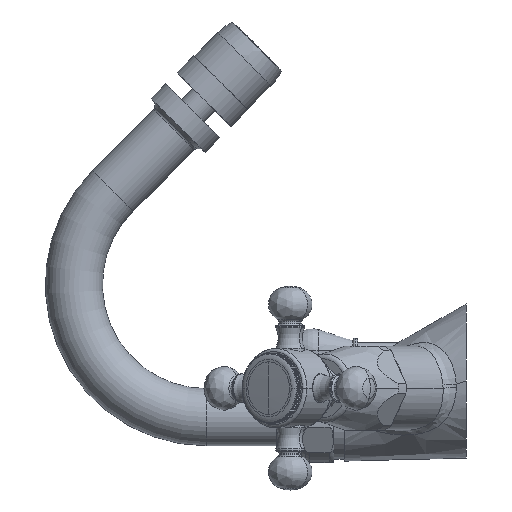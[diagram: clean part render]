
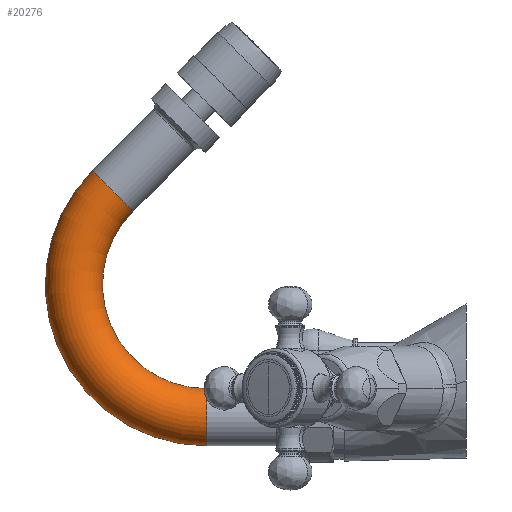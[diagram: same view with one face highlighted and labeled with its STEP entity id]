
A CAD part, left-side view. The second image highlights one B-rep face of the part: STEP entity #20276.
In plain terms, the highlighted toroidal (fillet/blend) face has major radius 41.719 mm and minor radius 9 mm.
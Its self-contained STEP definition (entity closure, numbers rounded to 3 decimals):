
#3505=CARTESIAN_POINT('',(0.,81.781,-11.4));
#3506=DIRECTION('',(0.,-1.,0.));
#3507=DIRECTION('',(0.,0.,1.));
#3508=AXIS2_PLACEMENT_3D('',#3505,#3506,#3507);
#3533=CARTESIAN_POINT('',(0.,81.781,30.319));
#3534=DIRECTION('',(-1.,0.,0.));
#3535=DIRECTION('',(0.,0.707,0.707));
#3536=AXIS2_PLACEMENT_3D('',#3533,#3534,#3535);
#3566=CARTESIAN_POINT('',(0.,111.281,59.819));
#3567=DIRECTION('',(0.,0.707,-0.707));
#3568=DIRECTION('',(0.,-0.707,-0.707));
#3569=AXIS2_PLACEMENT_3D('',#3566,#3567,#3568);
#3571=CARTESIAN_POINT('',(0.,81.781,30.319));
#3572=DIRECTION('',(-1.,0.,0.));
#3573=DIRECTION('',(0.,0.707,0.707));
#3574=AXIS2_PLACEMENT_3D('',#3571,#3572,#3573);
#16684=CARTESIAN_POINT('',(0.,104.917,53.455));
#16685=CARTESIAN_POINT('',(0.,117.645,66.183));
#16686=VERTEX_POINT('',#16684);
#16687=VERTEX_POINT('',#16685);
#16688=CARTESIAN_POINT('',(0.,81.781,-2.4));
#16689=CARTESIAN_POINT('',(0.,81.781,-20.4));
#16690=VERTEX_POINT('',#16688);
#16691=VERTEX_POINT('',#16689);
#20265=CARTESIAN_POINT('',(0.,81.781,30.319));
#20266=DIRECTION('',(-1.,0.,0.));
#20267=DIRECTION('',(0.,-0.707,-0.707));
#20268=AXIS2_PLACEMENT_3D('',#20265,#20266,#20267);
#20269=TOROIDAL_SURFACE('',#20268,41.719,9.);
#20270=ORIENTED_EDGE('',*,*,#20252,.F.);
#20271=ORIENTED_EDGE('',*,*,#20168,.T.);
#20272=ORIENTED_EDGE('',*,*,#20124,.T.);
#20273=ORIENTED_EDGE('',*,*,#20165,.F.);
#20274=EDGE_LOOP('',(#20270,#20271,#20272,#20273));
#20275=FACE_OUTER_BOUND('',#20274,.F.);
#20276=ADVANCED_FACE('',(#20275),#20269,.T.);
#3509=CIRCLE('',#3508,9.);
#3537=CIRCLE('',#3536,50.719);
#3570=CIRCLE('',#3569,9.);
#3575=CIRCLE('',#3574,32.719);
#20124=EDGE_CURVE('',#16690,#16691,#3509,.T.);
#20165=EDGE_CURVE('',#16687,#16691,#3537,.T.);
#20168=EDGE_CURVE('',#16686,#16690,#3575,.T.);
#20252=EDGE_CURVE('',#16686,#16687,#3570,.T.);
